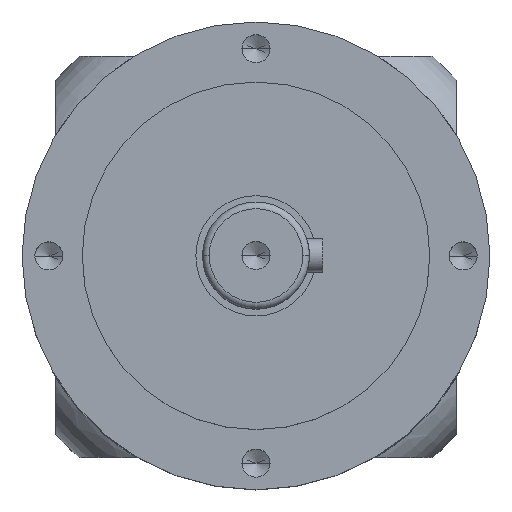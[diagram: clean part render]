
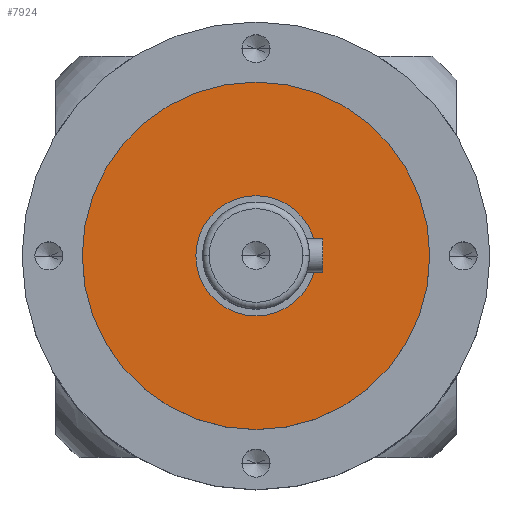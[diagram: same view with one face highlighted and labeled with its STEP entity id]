
A CAD part, top view. The second image highlights one B-rep face of the part: STEP entity #7924.
In plain terms, the highlighted planar face has unit normal (0, 0, 1).
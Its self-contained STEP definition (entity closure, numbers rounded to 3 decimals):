
#215 = FACE_BOUND ( 'NONE', #613, .T. ) ;
#290 = VERTEX_POINT ( 'NONE', #3922 ) ;
#613 = EDGE_LOOP ( 'NONE', ( #3937, #1704 ) ) ;
#906 = DIRECTION ( 'NONE',  ( 0., 0., -1. ) ) ;
#987 = VERTEX_POINT ( 'NONE', #7399 ) ;
#1424 = CARTESIAN_POINT ( 'NONE',  ( -9., 0., -29.5 ) ) ;
#1704 = ORIENTED_EDGE ( 'NONE', *, *, #9353, .F. ) ;
#2100 = EDGE_CURVE ( 'NONE', #987, #3109, #9970, .T. ) ;
#2227 = CARTESIAN_POINT ( 'NONE',  ( 0., 0., -29.5 ) ) ;
#2287 = CIRCLE ( 'NONE', #8718, 9. ) ;
#2329 = CARTESIAN_POINT ( 'NONE',  ( 0., 0., -29.5 ) ) ;
#2473 = CARTESIAN_POINT ( 'NONE',  ( 0., 0., -29.5 ) ) ;
#2749 = EDGE_CURVE ( 'NONE', #3109, #987, #10271, .T. ) ;
#3070 = DIRECTION ( 'NONE',  ( 1., 0., 0. ) ) ;
#3109 = VERTEX_POINT ( 'NONE', #6948 ) ;
#3171 = DIRECTION ( 'NONE',  ( 1., 0., 0. ) ) ;
#3313 = DIRECTION ( 'NONE',  ( 1., 0., 0. ) ) ;
#3788 = CARTESIAN_POINT ( 'NONE',  ( 0., 0., -29.5 ) ) ;
#3922 = CARTESIAN_POINT ( 'NONE',  ( 9., 0., -29.5 ) ) ;
#3937 = ORIENTED_EDGE ( 'NONE', *, *, #5360, .F. ) ;
#4168 = PLANE ( 'NONE',  #4602 ) ;
#4247 = CARTESIAN_POINT ( 'NONE',  ( 0., 26., -29.5 ) ) ;
#4544 = AXIS2_PLACEMENT_3D ( 'NONE', #2329, #8247, #3171 ) ;
#4602 = AXIS2_PLACEMENT_3D ( 'NONE', #4247, #906, #6812 ) ;
#4648 = DIRECTION ( 'NONE',  ( 1., 0., 0. ) ) ;
#5360 = EDGE_CURVE ( 'NONE', #290, #10535, #2287, .T. ) ;
#6042 = EDGE_LOOP ( 'NONE', ( #7916, #9881 ) ) ;
#6812 = DIRECTION ( 'NONE',  ( -1., 0., 0. ) ) ;
#6948 = CARTESIAN_POINT ( 'NONE',  ( -26., 0., -29.5 ) ) ;
#6980 = CIRCLE ( 'NONE', #10818, 9. ) ;
#7399 = CARTESIAN_POINT ( 'NONE',  ( 26., 0., -29.5 ) ) ;
#7916 = ORIENTED_EDGE ( 'NONE', *, *, #2100, .T. ) ;
#7924 = ADVANCED_FACE ( 'NONE', ( #215, #9190 ), #4168, .F. ) ;
#8150 = DIRECTION ( 'NONE',  ( 0., 0., 1. ) ) ;
#8226 = AXIS2_PLACEMENT_3D ( 'NONE', #2227, #8150, #3070 ) ;
#8247 = DIRECTION ( 'NONE',  ( 0., 0., 1. ) ) ;
#8385 = DIRECTION ( 'NONE',  ( 0., 0., 1. ) ) ;
#8718 = AXIS2_PLACEMENT_3D ( 'NONE', #2473, #8385, #3313 ) ;
#9190 = FACE_OUTER_BOUND ( 'NONE', #6042, .T. ) ;
#9353 = EDGE_CURVE ( 'NONE', #10535, #290, #6980, .T. ) ;
#9697 = DIRECTION ( 'NONE',  ( 0., 0., 1. ) ) ;
#9881 = ORIENTED_EDGE ( 'NONE', *, *, #2749, .T. ) ;
#9970 = CIRCLE ( 'NONE', #8226, 26. ) ;
#10271 = CIRCLE ( 'NONE', #4544, 26. ) ;
#10535 = VERTEX_POINT ( 'NONE', #1424 ) ;
#10818 = AXIS2_PLACEMENT_3D ( 'NONE', #3788, #9697, #4648 ) ;
